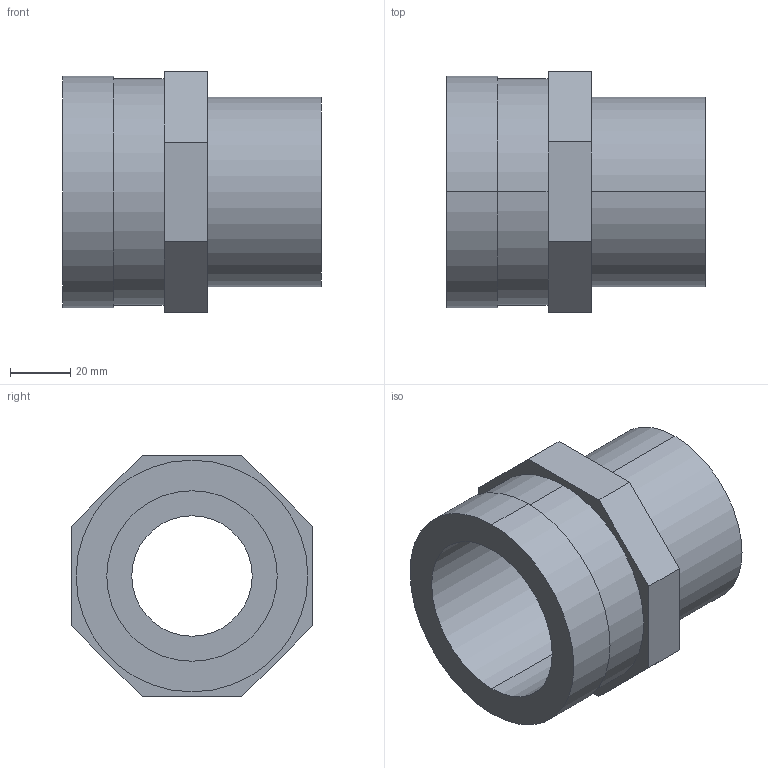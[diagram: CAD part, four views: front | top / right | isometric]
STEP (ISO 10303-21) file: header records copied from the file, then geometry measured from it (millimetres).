
FILE_DESCRIPTION(('STEP AP214'),'1');
FILE_NAME('cctmp_D7DFD72B-6A5C-4C5E-979A-B8BAB69091BA_2022_03_09_09_45_33_0976..stp','2022-03-09T08:45:34',('Praher Valves GmbH'),('CADClick - www.CADClick.com'),'Spatial InterOp 3D',' ','unknown authorization');
FILE_SCHEMA(('AUTOMOTIVE_DESIGN'));
Length unit declared in the file: millimetre
Products named in the file (1): 70035
Bounding box: 86 x 80 x 80 mm (x, y, z)
Volume: 165754.4 mm3; surface area: 41828.5 mm2
Topology: 1 solids, 1 shells, 27 faces, 60 edges, 40 vertices
Faces by surface type: plane 15, cylinder 12
Entity records: 1002 total; most frequent: DIRECTION 140, CARTESIAN_POINT 128, ORIENTED_EDGE 120, EDGE_CURVE 60, AXIS2_PLACEMENT_3D 52, VERTEX_POINT 40, LINE 36, VECTOR 36
